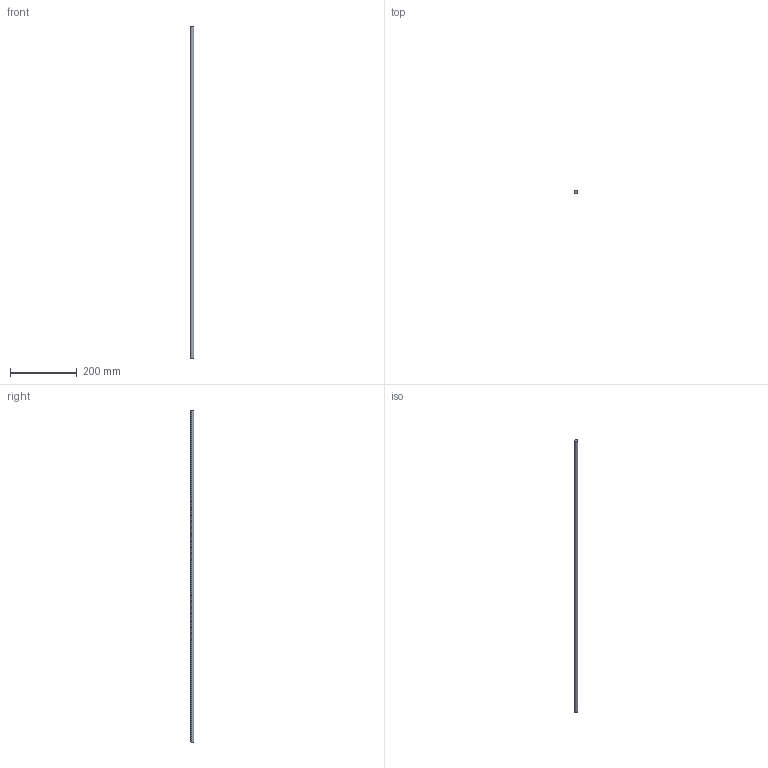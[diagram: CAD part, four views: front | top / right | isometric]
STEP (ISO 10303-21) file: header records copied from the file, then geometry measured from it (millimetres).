
FILE_DESCRIPTION (( 'STEP AP214' ), '1' );
FILE_NAME ('141-510-100.STEP', '2024-10-29T14:54:30', ( '' ), ( '' ), 'SwSTEP 2.0', 'SolidWorks 2021', '' );
FILE_SCHEMA (( 'AUTOMOTIVE_DESIGN' ));
Length unit declared in the file: millimetre
Products named in the file (1): 141-510-100
Bounding box: 10 x 10 x 998.54 mm (x, y, z)
Volume: 72835.1 mm3; surface area: 36757.7 mm2
Topology: 1 solids, 1 shells, 959 faces, 1920 edges, 1280 vertices
Faces by surface type: plane 957, cylinder 2
Entity records: 24354 total; most frequent: CARTESIAN_POINT 6068, ORIENTED_EDGE 3840, DIRECTION 3210, EDGE_CURVE 1920, VERTEX_POINT 1280, VECTOR 1278, LINE 1278, EDGE_LOOP 1276
